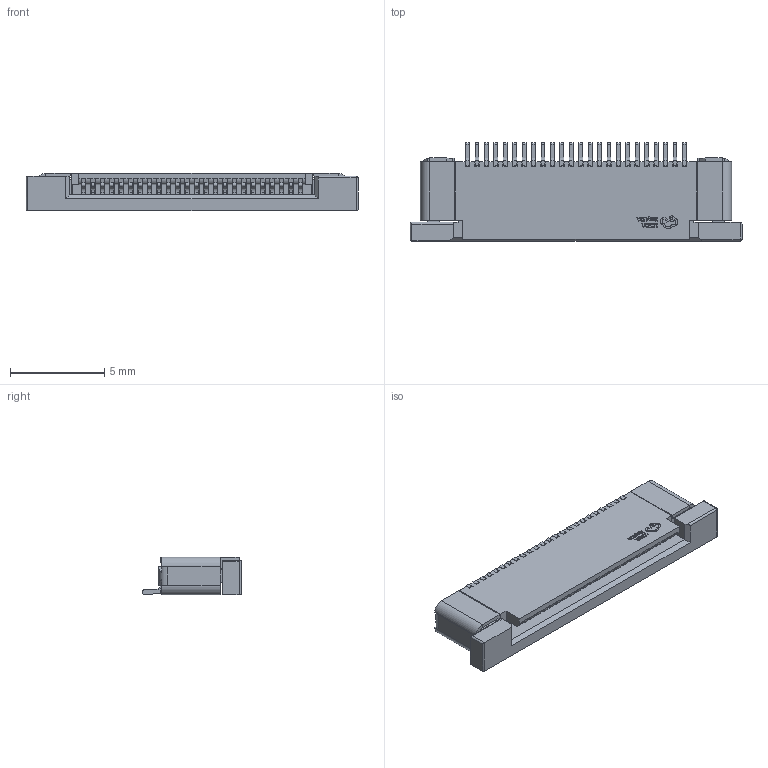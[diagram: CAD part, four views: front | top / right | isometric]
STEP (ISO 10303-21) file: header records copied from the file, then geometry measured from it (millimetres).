
FILE_DESCRIPTION (( 'STEP AP214' ), '1' );
FILE_NAME ('FPC-SMD_AFC07-S24ECA-00.step', '2022-07-06T12:56:51', ( '' ), ( '' ), 'SwSTEP 2.0', 'SolidWorks 2020', '' );
FILE_SCHEMA (( 'AUTOMOTIVE_DESIGN' ));
Length unit declared in the file: millimetre
Products named in the file (1): FPC-SMD_AFC07-S24ECA-00
Bounding box: 17.6 x 5.2 x 2.01 mm (x, y, z)
Volume: 90.9 mm3; surface area: 764 mm2
Topology: 28 solids, 28 shells, 1715 faces, 4930 edges, 3252 vertices
Faces by surface type: plane 1347, cylinder 221, bspline 146, sphere 1
Entity records: 75748 total; most frequent: CARTESIAN_POINT 13565, ORIENTED_EDGE 9858, DIRECTION 8186, EDGE_CURVE 4929, VECTOR 4192, LINE 4192, VERTEX_POINT 3252, AXIS2_PLACEMENT_3D 1997
